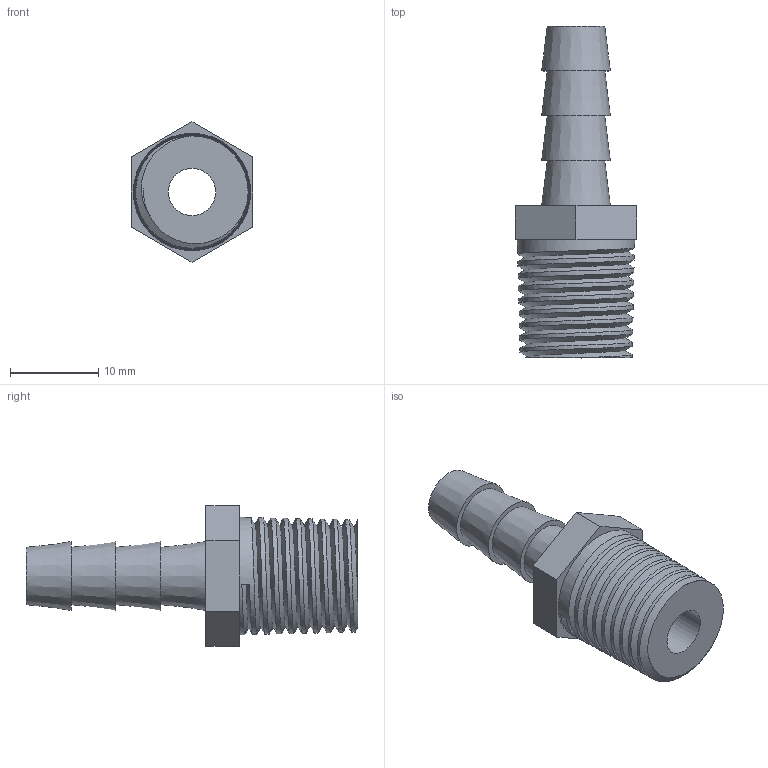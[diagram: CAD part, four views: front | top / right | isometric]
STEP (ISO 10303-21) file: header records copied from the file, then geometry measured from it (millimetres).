
FILE_DESCRIPTION(/* description */ (''),/* implementation_level */ '2;1');
FILE_NAME(/* name */ '1.step',/* time_stamp */ '2020-04-19T18:59:50-04:00',/* author */ (''),/* organization */ (''),/* preprocessor_version */ 'ST-DEVELOPER v18.1',/* originating_system */ 'Autodesk Translation Framework v9.2.0.1227',/* authorisation */ '');
FILE_SCHEMA (('AUTOMOTIVE_DESIGN { 1 0 10303 214 3 1 1 }'));
Length unit declared in the file: inch
Products named in the file (1): 1/4 NPT to 1/4-inch barb
Bounding box: 13.75 x 37.51 x 15.88 mm (x, y, z)
Volume: 2237 mm3; surface area: 2404.7 mm2
Topology: 1 solids, 1 shells, 31 faces, 73 edges, 49 vertices
Faces by surface type: cone 14, plane 14, bspline 2, cylinder 1
Full cylindrical faces by diameter (mm): 5.334 x1
Entity records: 3987 total; most frequent: CARTESIAN_POINT 3264, ORIENTED_EDGE 146, DIRECTION 120, EDGE_CURVE 73, VERTEX_POINT 49, AXIS2_PLACEMENT_3D 42, EDGE_LOOP 38, LINE 36
